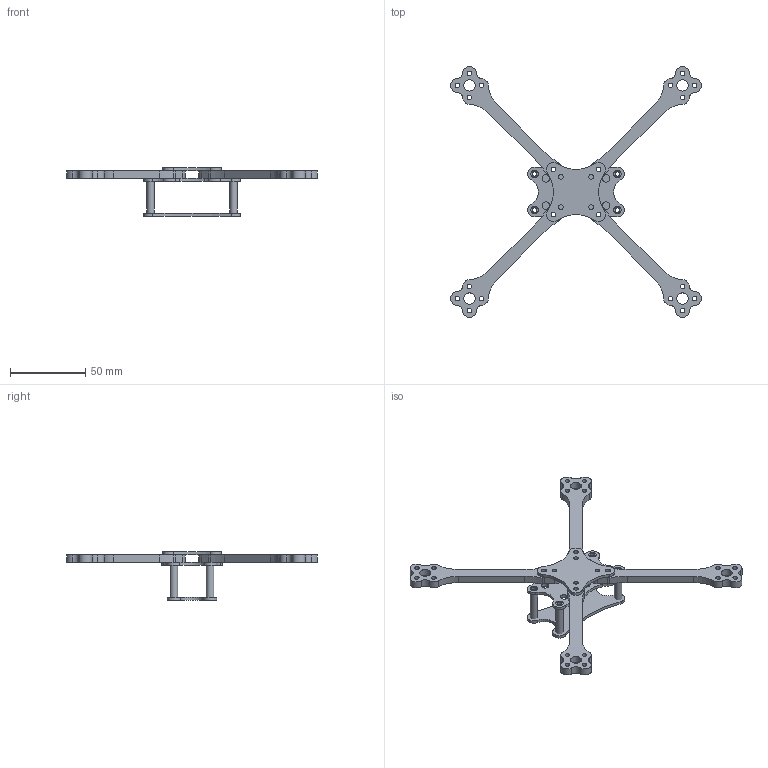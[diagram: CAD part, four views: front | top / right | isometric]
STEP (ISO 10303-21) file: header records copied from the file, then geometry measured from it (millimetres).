
FILE_DESCRIPTION(/* description */ (''),/* implementation_level */ '2;1');
FILE_NAME(/* name */ 'Drone Frame.step',/* time_stamp */ '2026-02-14T15:35:11+05:30',/* author */ (''),/* organization */ (''),/* preprocessor_version */ 'ST-DEVELOPER v20.1',/* originating_system */ 'Autodesk Translation Framework v14.24.0.0',/* authorisation */ '');
FILE_SCHEMA (('AUTOMOTIVE_DESIGN { 1 0 10303 214 3 1 1 }'));
Length unit declared in the file: millimetre
Products named in the file (6): Drone Frame; Bottom plate; Arms; Midplate; Standoffs; TopPlate
Assembly tree (5 placements, depth 2):
  Drone Frame
    Bottom plate
    Arms
    Midplate
    Standoffs
    TopPlate
Bounding box: 166.42 x 166.42 x 32 mm (x, y, z)
Volume: 29283.8 mm3; surface area: 27118.3 mm2
Topology: 11 solids, 11 shells, 232 faces, 630 edges, 420 vertices
Faces by surface type: cylinder 180, plane 52
Full cylindrical faces by diameter (mm): 3 x40, 4.45 x8, 5 x8, 6 x2, 7.5 x4
Entity records: 7956 total; most frequent: DIRECTION 1476, CARTESIAN_POINT 1293, ORIENTED_EDGE 1260, EDGE_CURVE 630, AXIS2_PLACEMENT_3D 603, VERTEX_POINT 420, CIRCLE 360, EDGE_LOOP 358
